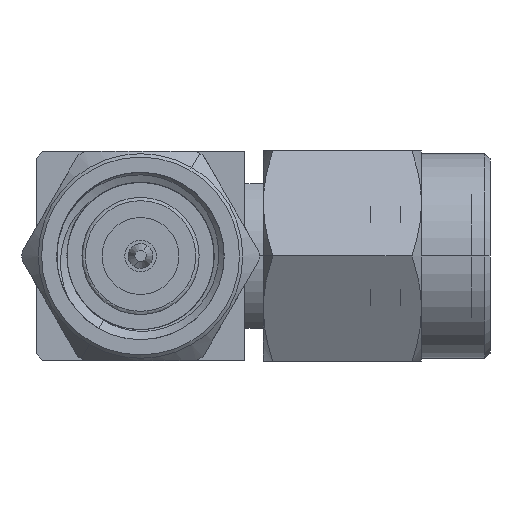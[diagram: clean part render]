
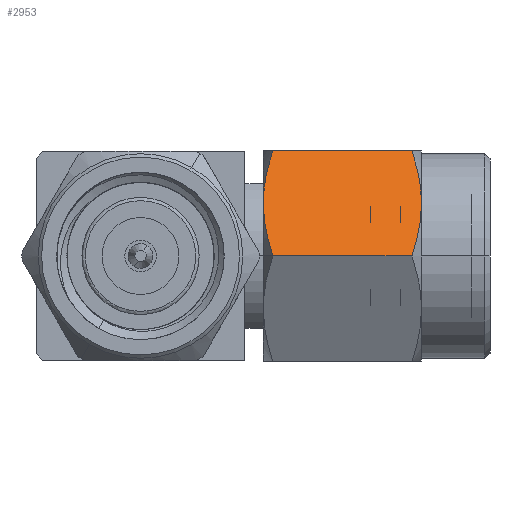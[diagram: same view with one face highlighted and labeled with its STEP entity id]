
A CAD part, left-side view. The second image highlights one B-rep face of the part: STEP entity #2953.
In plain terms, the highlighted face is planar.
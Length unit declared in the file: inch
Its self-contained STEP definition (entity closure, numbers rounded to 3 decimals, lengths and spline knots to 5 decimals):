
#65 = VERTEX_POINT ( 'NONE', #4107 ) ;
#212 = CARTESIAN_POINT ( 'NONE',  ( 0.13638, 0.18346, 0.07874 ) ) ;
#251 = CARTESIAN_POINT ( 'NONE',  ( 0.18184, 0.19753, 0. ) ) ;
#417 = EDGE_CURVE ( 'NONE', #1071, #65, #2824, .T. ) ;
#424 = CARTESIAN_POINT ( 'NONE',  ( 0.09092, 0.40562, 0.15748 ) ) ;
#447 = ORIENTED_EDGE ( 'NONE', *, *, #417, .T. ) ;
#506 = CARTESIAN_POINT ( 'NONE',  ( 0.18184, 0.40562, 0. ) ) ;
#511 = CARTESIAN_POINT ( 'NONE',  ( 0.0989, 0.41023, 0.14366 ) ) ;
#631 = CARTESIAN_POINT ( 'NONE',  ( 0.13638, 0.18346, 0.07874 ) ) ;
#653 = ORIENTED_EDGE ( 'NONE', *, *, #6363, .F. ) ;
#761 = VECTOR ( 'NONE', #4288, 39.37008 ) ;
#771 = CARTESIAN_POINT ( 'NONE',  ( 0.10758, 0.18932, 0.12862 ) ) ;
#789 = EDGE_LOOP ( 'NONE', ( #447, #3392, #2523, #653, #1398, #6876 ) ) ;
#860 = CARTESIAN_POINT ( 'NONE',  ( 0.15421, 0.18559, 0.04786 ) ) ;
#1071 = VERTEX_POINT ( 'NONE', #631 ) ;
#1111 = CARTESIAN_POINT ( 'NONE',  ( 0.10648, 0.41372, 0.13053 ) ) ;
#1139 = PLANE ( 'NONE',  #5528 ) ;
#1262 = EDGE_CURVE ( 'NONE', #5699, #65, #5554, .T. ) ;
#1398 = ORIENTED_EDGE ( 'NONE', *, *, #7935, .T. ) ;
#1481 = CARTESIAN_POINT ( 'NONE',  ( 0.11223, 0.18764, 0.12057 ) ) ;
#1685 = VECTOR ( 'NONE', #6041, 39.37008 ) ;
#1754 = CARTESIAN_POINT ( 'NONE',  ( 0.1289, 0.41969, 0.09169 ) ) ;
#1985 = CARTESIAN_POINT ( 'NONE',  ( 0.13638, 0.41969, 0.07874 ) ) ;
#2472 = FACE_OUTER_BOUND ( 'NONE', #789, .T. ) ;
#2523 = ORIENTED_EDGE ( 'NONE', *, *, #7687, .F. ) ;
#2564 = CARTESIAN_POINT ( 'NONE',  ( 0.18184, 0.40562, 0. ) ) ;
#2660 = B_SPLINE_CURVE_WITH_KNOTS ( 'NONE', 3,
 ( #6386, #4485, #4523, #771, #4603, #1481, #6464, #2735, #5869, #3870 ),
 .UNSPECIFIED., .F., .F.,
 ( 4, 1, 1, 2, 2, 4 ),
 ( 0., 0.25, 0.375, 0.4375, 0.5, 1. ),
 .UNSPECIFIED. ) ;
#2735 = CARTESIAN_POINT ( 'NONE',  ( 0.12165, 0.18466, 0.10426 ) ) ;
#2824 = B_SPLINE_CURVE_WITH_KNOTS ( 'NONE', 3,
 ( #212, #5145, #7601, #860, #4573, #7638, #3317, #251 ),
 .UNSPECIFIED., .F., .F.,
 ( 4, 1, 1, 1, 1, 4 ),
 ( 0., 0.2, 0.4, 0.6, 0.8, 1. ),
 .UNSPECIFIED. ) ;
#2887 = CARTESIAN_POINT ( 'NONE',  ( 0.12165, 0.41849, 0.10426 ) ) ;
#2953 = ADVANCED_FACE ( 'NONE', ( #2472 ), #1139, .T. ) ;
#2971 = CARTESIAN_POINT ( 'NONE',  ( 0.13638, 0.41969, 0.07874 ) ) ;
#3169 = VERTEX_POINT ( 'NONE', #7405 ) ;
#3317 = CARTESIAN_POINT ( 'NONE',  ( 0.17863, 0.19567, 0.00557 ) ) ;
#3336 = B_SPLINE_CURVE_WITH_KNOTS ( 'NONE', 3,
 ( #424, #511, #1111, #2887, #1754, #2971 ),
 .UNSPECIFIED., .F., .F.,
 ( 4, 2, 4 ),
 ( 0., 0.5, 1. ),
 .UNSPECIFIED. ) ;
#3392 = ORIENTED_EDGE ( 'NONE', *, *, #1262, .F. ) ;
#3507 = B_SPLINE_CURVE_WITH_KNOTS ( 'NONE', 3,
 ( #1985, #4464, #3889, #7568, #6254, #3854, #6968, #2564 ),
 .UNSPECIFIED., .F., .F.,
 ( 4, 1, 1, 1, 1, 4 ),
 ( 0., 0.2, 0.4, 0.6, 0.8, 1. ),
 .UNSPECIFIED. ) ;
#3558 = DIRECTION ( 'NONE',  ( 0., -1., 0. ) ) ;
#3854 = CARTESIAN_POINT ( 'NONE',  ( 0.1723, 0.41083, 0.01653 ) ) ;
#3870 = CARTESIAN_POINT ( 'NONE',  ( 0.13638, 0.18346, 0.07874 ) ) ;
#3889 = CARTESIAN_POINT ( 'NONE',  ( 0.1453, 0.41929, 0.06329 ) ) ;
#4107 = CARTESIAN_POINT ( 'NONE',  ( 0.18184, 0.19753, 0. ) ) ;
#4163 = LINE ( 'NONE', #6637, #1685 ) ;
#4288 = DIRECTION ( 'NONE',  ( 0., -1., 0. ) ) ;
#4295 = DIRECTION ( 'NONE',  ( 0.866, 0., 0.5 ) ) ;
#4464 = CARTESIAN_POINT ( 'NONE',  ( 0.13935, 0.41969, 0.07359 ) ) ;
#4485 = CARTESIAN_POINT ( 'NONE',  ( 0.09498, 0.19519, 0.15045 ) ) ;
#4523 = CARTESIAN_POINT ( 'NONE',  ( 0.10092, 0.19212, 0.14016 ) ) ;
#4573 = CARTESIAN_POINT ( 'NONE',  ( 0.16318, 0.18842, 0.03233 ) ) ;
#4603 = CARTESIAN_POINT ( 'NONE',  ( 0.11038, 0.18829, 0.12378 ) ) ;
#4906 = CARTESIAN_POINT ( 'NONE',  ( 0.09092, 0.41969, 0.15748 ) ) ;
#5145 = CARTESIAN_POINT ( 'NONE',  ( 0.13935, 0.18346, 0.07359 ) ) ;
#5528 = AXIS2_PLACEMENT_3D ( 'NONE', #4906, #4295, #3558 ) ;
#5554 = LINE ( 'NONE', #6840, #761 ) ;
#5699 = VERTEX_POINT ( 'NONE', #506 ) ;
#5754 = CARTESIAN_POINT ( 'NONE',  ( 0.09092, 0.19753, 0.15748 ) ) ;
#5869 = CARTESIAN_POINT ( 'NONE',  ( 0.12909, 0.18346, 0.09137 ) ) ;
#6041 = DIRECTION ( 'NONE',  ( 0., -1., 0. ) ) ;
#6254 = CARTESIAN_POINT ( 'NONE',  ( 0.16318, 0.41473, 0.03233 ) ) ;
#6363 = EDGE_CURVE ( 'NONE', #3169, #6440, #3336, .T. ) ;
#6375 = CARTESIAN_POINT ( 'NONE',  ( 0.13638, 0.41969, 0.07874 ) ) ;
#6386 = CARTESIAN_POINT ( 'NONE',  ( 0.09092, 0.19753, 0.15748 ) ) ;
#6440 = VERTEX_POINT ( 'NONE', #6375 ) ;
#6464 = CARTESIAN_POINT ( 'NONE',  ( 0.11312, 0.18734, 0.11904 ) ) ;
#6637 = CARTESIAN_POINT ( 'NONE',  ( 0.09092, 0.40562, 0.15748 ) ) ;
#6840 = CARTESIAN_POINT ( 'NONE',  ( 0.18184, 0.40562, 0. ) ) ;
#6876 = ORIENTED_EDGE ( 'NONE', *, *, #6907, .T. ) ;
#6907 = EDGE_CURVE ( 'NONE', #6999, #1071, #2660, .T. ) ;
#6968 = CARTESIAN_POINT ( 'NONE',  ( 0.17863, 0.40748, 0.00557 ) ) ;
#6999 = VERTEX_POINT ( 'NONE', #5754 ) ;
#7405 = CARTESIAN_POINT ( 'NONE',  ( 0.09092, 0.40562, 0.15748 ) ) ;
#7568 = CARTESIAN_POINT ( 'NONE',  ( 0.15421, 0.41756, 0.04786 ) ) ;
#7601 = CARTESIAN_POINT ( 'NONE',  ( 0.1453, 0.18385, 0.06329 ) ) ;
#7638 = CARTESIAN_POINT ( 'NONE',  ( 0.1723, 0.19232, 0.01653 ) ) ;
#7687 = EDGE_CURVE ( 'NONE', #6440, #5699, #3507, .T. ) ;
#7935 = EDGE_CURVE ( 'NONE', #3169, #6999, #4163, .T. ) ;
